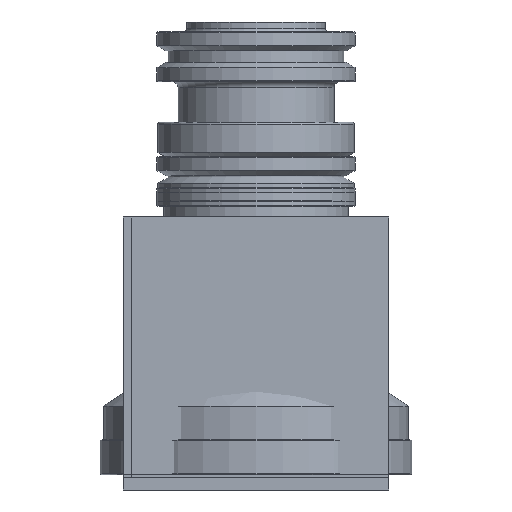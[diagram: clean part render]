
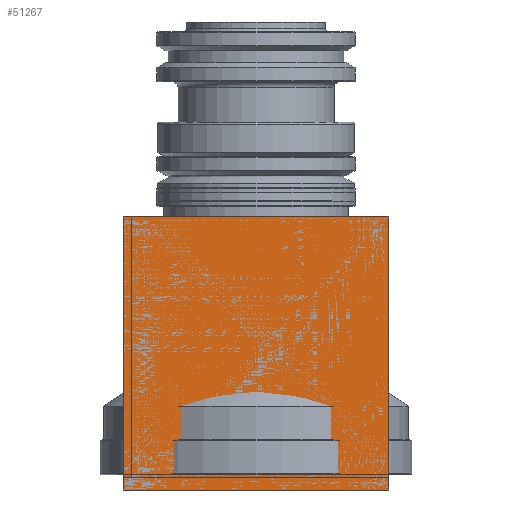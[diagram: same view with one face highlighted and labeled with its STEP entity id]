
A CAD part, left-side view. The second image highlights one B-rep face of the part: STEP entity #51267.
In plain terms, the highlighted planar face has unit normal (-1, 0, 0).
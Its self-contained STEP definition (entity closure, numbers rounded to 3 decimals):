
#22369=VECTOR('',#55292,1000.);
#22373=VECTOR('',#55298,1000.);
#22376=VECTOR('',#55303,1000.);
#22377=VECTOR('',#55306,1000.);
#24216=LINE('',#65722,#22369);
#24220=LINE('',#65731,#22373);
#24223=LINE('',#65735,#22376);
#24224=LINE('',#65737,#22377);
#28417=PLANE('',#80272);
#31305=VERTEX_POINT('',#65719);
#31306=VERTEX_POINT('',#65721);
#31309=VERTEX_POINT('',#65728);
#31310=VERTEX_POINT('',#65730);
#34298=EDGE_CURVE('',#31306,#31305,#24216,.T.);
#34302=EDGE_CURVE('',#31309,#31310,#24220,.T.);
#34305=EDGE_CURVE('',#31310,#31305,#24223,.T.);
#34306=EDGE_CURVE('',#31309,#31306,#24224,.T.);
#38112=ORIENTED_EDGE('',*,*,#34298,.T.);
#38113=ORIENTED_EDGE('',*,*,#34305,.F.);
#38114=ORIENTED_EDGE('',*,*,#34302,.F.);
#38115=ORIENTED_EDGE('',*,*,#34306,.T.);
#45215=EDGE_LOOP('',(#38112,#38113,#38114,#38115));
#48601=FACE_OUTER_BOUND('',#45215,.T.);
#51267=ADVANCED_FACE('',(#48601),#28417,.F.);
#55292=DIRECTION('',(0.,1.,0.));
#55298=DIRECTION('',(0.,1.,0.));
#55303=DIRECTION('',(0.,0.,1.));
#55306=DIRECTION('',(0.,0.,1.));
#55307=DIRECTION('',(1.,0.,0.));
#55308=DIRECTION('',(0.,0.,-1.));
#65719=CARTESIAN_POINT('',(-42.5,42.5,82.5));
#65721=CARTESIAN_POINT('',(-42.5,-42.5,82.5));
#65722=CARTESIAN_POINT('',(-42.5,-42.5,82.5));
#65728=CARTESIAN_POINT('',(-42.5,-42.5,-5.));
#65730=CARTESIAN_POINT('',(-42.5,42.5,-5.));
#65731=CARTESIAN_POINT('',(-42.5,-42.5,-5.));
#65735=CARTESIAN_POINT('',(-42.5,42.5,-5.));
#65737=CARTESIAN_POINT('',(-42.5,-42.5,-5.));
#65738=CARTESIAN_POINT('',(-42.5,-42.5,-5.));
#80272=AXIS2_PLACEMENT_3D('',#65738,#55307,#55308);
